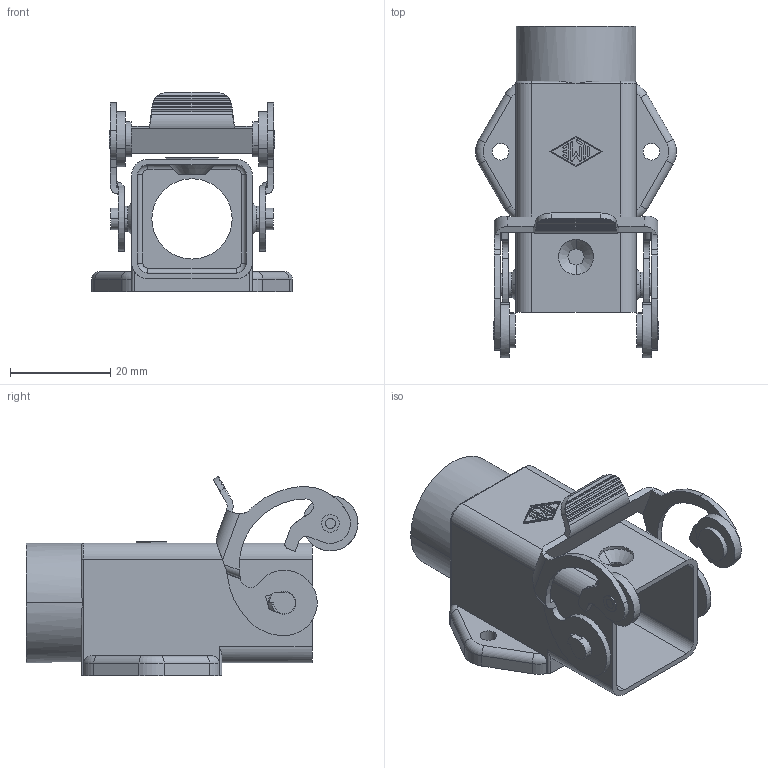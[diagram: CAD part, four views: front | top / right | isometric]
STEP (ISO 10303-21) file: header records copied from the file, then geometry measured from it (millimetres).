
FILE_DESCRIPTION(('Creo Elements/Direct Modeling STEP Export'),'2;1');
FILE_NAME('37jbk2e5pmnocbl2324','2023-03-13T15:33:34',(''),(''),'Creo Elements/Direct Modeling STEP processor for AP214 (Solid Model)','Creo Elements/Direct Modeling 20.1B 02-Apr-2019 (C) Parametric Technology GmbH','');
FILE_SCHEMA(('AUTOMOTIVE_DESIGN { 1 0 10303 214 1 1 1 1 }'));
Length unit declared in the file: millimetre
Products named in the file (2): 54119_A; MKAXS AP20
Assembly tree (1 placements, depth 2):
  MKAXS AP20
    54119_A
Bounding box: 40 x 66.13 x 39.7 mm (x, y, z)
Volume: 10994.9 mm3; surface area: 14123.1 mm2
Topology: 1 solids, 1 shells, 318 faces, 842 edges, 547 vertices
Faces by surface type: plane 151, cylinder 146, torus 12, cone 9
Entity records: 13660 total; most frequent: CARTESIAN_POINT 3181, ORIENTED_EDGE 1684, DIRECTION 1635, EDGE_CURVE 842, AXIS2_PLACEMENT_3D 587, VERTEX_POINT 547, VECTOR 461, LINE 461
